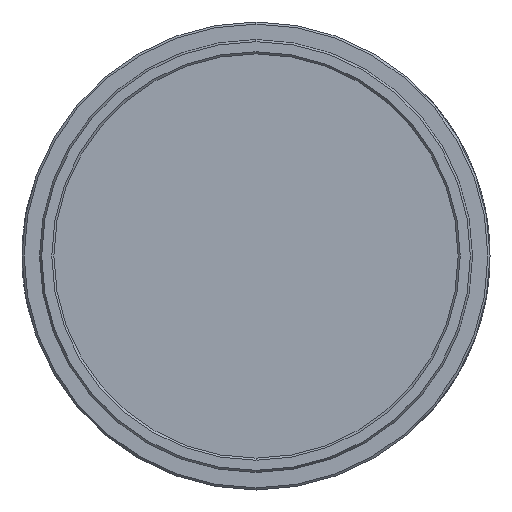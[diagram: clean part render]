
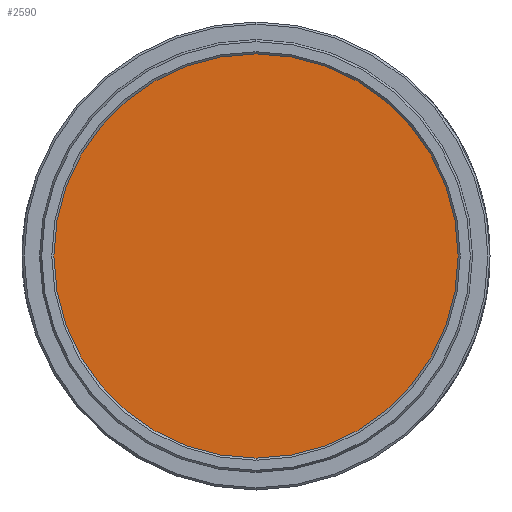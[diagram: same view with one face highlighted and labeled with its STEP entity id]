
A CAD part, left-side view. The second image highlights one B-rep face of the part: STEP entity #2590.
In plain terms, the highlighted planar face has unit normal (-1, 0, 0).
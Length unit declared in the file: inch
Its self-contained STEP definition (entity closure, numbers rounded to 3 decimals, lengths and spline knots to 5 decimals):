
#187 = CARTESIAN_POINT ( 'NONE',  ( -0.205, 0., -1. ) ) ;
#952 = CARTESIAN_POINT ( 'NONE',  ( -0.205, 0., 0. ) ) ;
#1620 = DIRECTION ( 'NONE',  ( 1., 0., 0. ) ) ;
#2590 = ADVANCED_FACE ( 'NONE', ( #5438 ), #9324, .F. ) ;
#2692 = AXIS2_PLACEMENT_3D ( 'NONE', #8792, #1620, #9994 ) ;
#3351 = DIRECTION ( 'NONE',  ( 0., 0., -1. ) ) ;
#5438 = FACE_OUTER_BOUND ( 'NONE', #13695, .T. ) ;
#6011 = ORIENTED_EDGE ( 'NONE', *, *, #7367, .F. ) ;
#6808 = DIRECTION ( 'NONE',  ( 1., 0., 0. ) ) ;
#6893 = CIRCLE ( 'NONE', #2692, 1. ) ;
#7194 = ORIENTED_EDGE ( 'NONE', *, *, #8408, .F. ) ;
#7367 = EDGE_CURVE ( 'NONE', #9199, #9812, #6893, .T. ) ;
#8408 = EDGE_CURVE ( 'NONE', #9812, #9199, #14281, .T. ) ;
#8792 = CARTESIAN_POINT ( 'NONE',  ( -0.205, 0., 0. ) ) ;
#9007 = CARTESIAN_POINT ( 'NONE',  ( -0.205, 0., 1. ) ) ;
#9199 = VERTEX_POINT ( 'NONE', #9007 ) ;
#9324 = PLANE ( 'NONE',  #10933 ) ;
#9812 = VERTEX_POINT ( 'NONE', #187 ) ;
#9994 = DIRECTION ( 'NONE',  ( 0., 0., -1. ) ) ;
#10536 = DIRECTION ( 'NONE',  ( 1., 0., 0. ) ) ;
#10933 = AXIS2_PLACEMENT_3D ( 'NONE', #952, #10536, #3351 ) ;
#12057 = AXIS2_PLACEMENT_3D ( 'NONE', #13959, #6808, #15153 ) ;
#13695 = EDGE_LOOP ( 'NONE', ( #7194, #6011 ) ) ;
#13959 = CARTESIAN_POINT ( 'NONE',  ( -0.205, 0., 0. ) ) ;
#14281 = CIRCLE ( 'NONE', #12057, 1. ) ;
#15153 = DIRECTION ( 'NONE',  ( 0., 0., -1. ) ) ;
